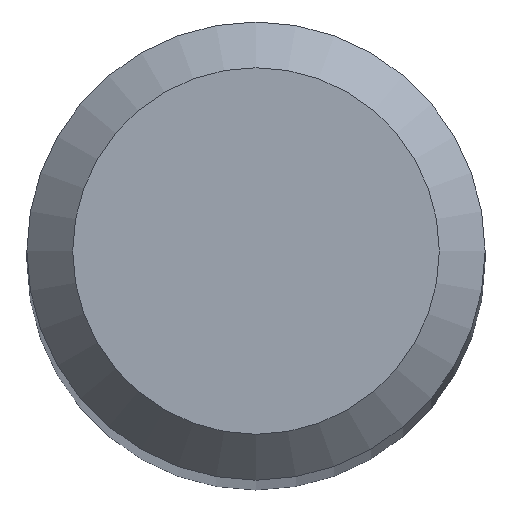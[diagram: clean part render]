
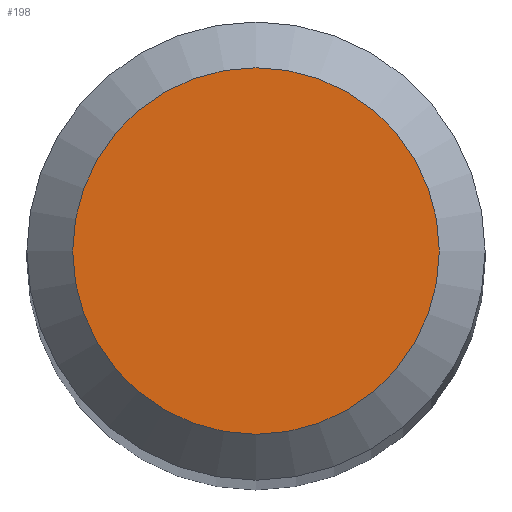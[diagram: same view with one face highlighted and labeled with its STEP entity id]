
A CAD part, top view. The second image highlights one B-rep face of the part: STEP entity #198.
In plain terms, the highlighted planar face has unit normal (0, 0, 1).
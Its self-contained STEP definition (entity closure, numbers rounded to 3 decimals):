
#11 = CARTESIAN_POINT ( 'NONE',  ( 0., 0., 32. ) ) ;
#32 = DIRECTION ( 'NONE',  ( 0., 1., 0. ) ) ;
#50 = CARTESIAN_POINT ( 'NONE',  ( 0., 0.8, 32. ) ) ;
#54 = CARTESIAN_POINT ( 'NONE',  ( 0., 0., 32. ) ) ;
#122 = EDGE_LOOP ( 'NONE', ( #223 ) ) ;
#124 = FACE_OUTER_BOUND ( 'NONE', #122, .T. ) ;
#137 = DIRECTION ( 'NONE',  ( 0., 0., -1. ) ) ;
#169 = CIRCLE ( 'NONE', #175, 0.8 ) ;
#175 = AXIS2_PLACEMENT_3D ( 'NONE', #11, #187, #266 ) ;
#176 = VERTEX_POINT ( 'NONE', #50 ) ;
#187 = DIRECTION ( 'NONE',  ( 0., 0., -1. ) ) ;
#198 = ADVANCED_FACE ( 'NONE', ( #124 ), #249, .F. ) ;
#223 = ORIENTED_EDGE ( 'NONE', *, *, #228, .F. ) ;
#228 = EDGE_CURVE ( 'NONE', #176, #176, #169, .T. ) ;
#245 = AXIS2_PLACEMENT_3D ( 'NONE', #54, #137, #32 ) ;
#249 = PLANE ( 'NONE',  #245 ) ;
#266 = DIRECTION ( 'NONE',  ( 0., 1., 0. ) ) ;
